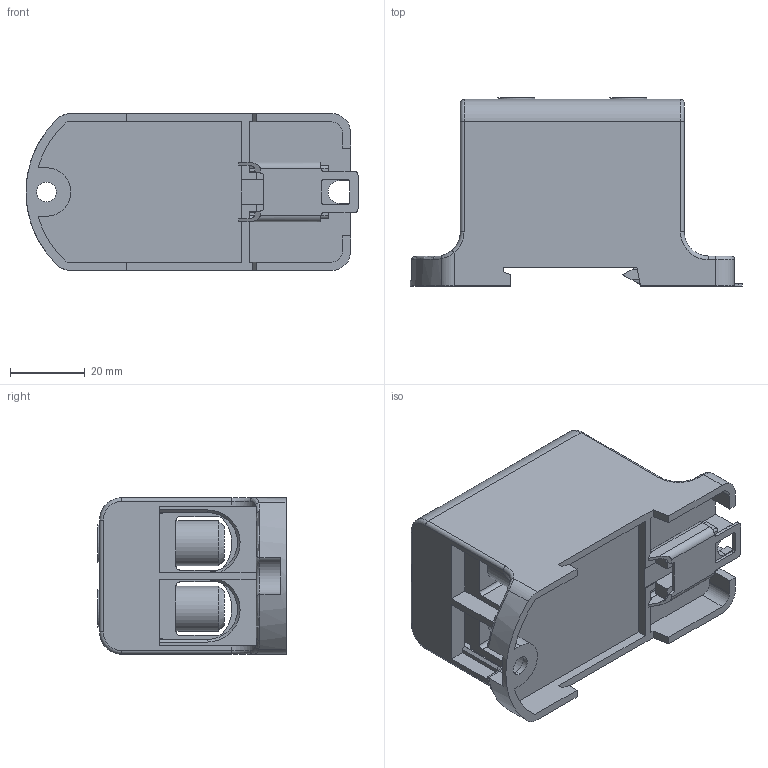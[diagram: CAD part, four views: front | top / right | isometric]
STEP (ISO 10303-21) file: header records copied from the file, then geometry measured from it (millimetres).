
FILE_DESCRIPTION (( 'STEP AP203' ), '1' );
FILE_NAME ('Êëåììà ñèëîâàÿ ââîäíàÿ äâîéíàÿ ÊÑÂ 16-95 (plc-kvs2-16-95-grey).STEP', '2020-07-28T09:06:50', ( '' ), ( '' ), 'SwSTEP 2.0', 'SolidWorks 2019', '' );
FILE_SCHEMA (( 'CONFIG_CONTROL_DESIGN' ));
Length unit declared in the file: millimetre
Products named in the file (1): Êëåììà ñèëîâàÿ ââîäíàÿ äâîéíàÿ ÊÑÂ 16-95 (plc-kvs2-16-95-grey)
Bounding box: 89 x 50.6 x 42 mm (x, y, z)
Volume: 62795.7 mm3; surface area: 43023.9 mm2
Topology: 1 solids, 1 shells, 335 faces, 910 edges, 583 vertices
Faces by surface type: plane 189, cylinder 107, cone 20, torus 15, bspline 4
Entity records: 10841 total; most frequent: CARTESIAN_POINT 2137, ORIENTED_EDGE 1820, DIRECTION 1800, EDGE_CURVE 910, LINE 612, VECTOR 612, AXIS2_PLACEMENT_3D 594, VERTEX_POINT 583
